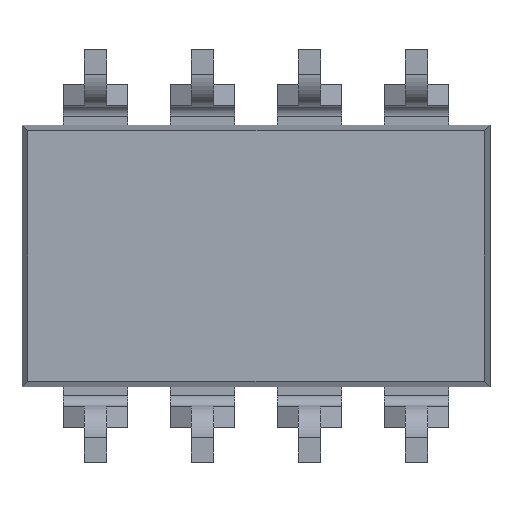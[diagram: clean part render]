
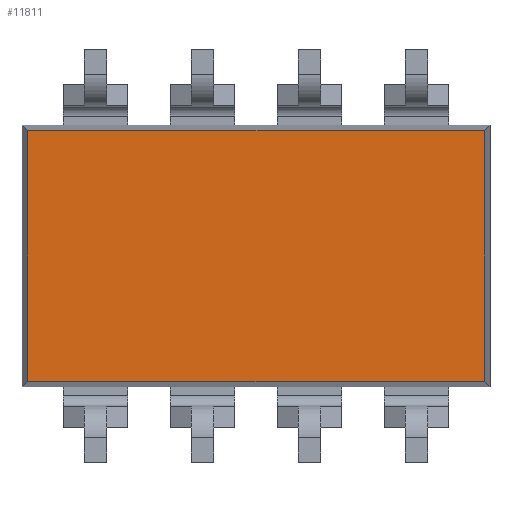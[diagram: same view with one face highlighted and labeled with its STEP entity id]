
A CAD part, front view. The second image highlights one B-rep face of the part: STEP entity #11811.
In plain terms, the highlighted planar face has unit normal (0, -1, 0).
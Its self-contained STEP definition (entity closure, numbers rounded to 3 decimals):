
#996 = VERTEX_POINT ( 'NONE', #4566 ) ;
#1050 = PLANE ( 'NONE',  #10618 ) ;
#1211 = CARTESIAN_POINT ( 'NONE',  ( 5.417, -1.08, 2.967 ) ) ;
#1859 = EDGE_LOOP ( 'NONE', ( #10671, #11106, #5599, #4667 ) ) ;
#2335 = VERTEX_POINT ( 'NONE', #1211 ) ;
#2383 = DIRECTION ( 'NONE',  ( 0., 0., 1. ) ) ;
#2707 = CARTESIAN_POINT ( 'NONE',  ( 0., -1.08, 2.967 ) ) ;
#3565 = VECTOR ( 'NONE', #5611, 1000. ) ;
#3728 = LINE ( 'NONE', #11262, #9147 ) ;
#3902 = CARTESIAN_POINT ( 'NONE',  ( 0., -1.08, -2.967 ) ) ;
#4176 = EDGE_CURVE ( 'NONE', #2335, #996, #3728, .T. ) ;
#4566 = CARTESIAN_POINT ( 'NONE',  ( 5.417, -1.08, -2.967 ) ) ;
#4667 = ORIENTED_EDGE ( 'NONE', *, *, #5914, .F. ) ;
#4940 = DIRECTION ( 'NONE',  ( 0., 1., 0. ) ) ;
#5006 = FACE_OUTER_BOUND ( 'NONE', #1859, .T. ) ;
#5310 = VECTOR ( 'NONE', #11040, 1000. ) ;
#5599 = ORIENTED_EDGE ( 'NONE', *, *, #6593, .F. ) ;
#5611 = DIRECTION ( 'NONE',  ( -1., 0., 0. ) ) ;
#5668 = DIRECTION ( 'NONE',  ( 0., 0., 1. ) ) ;
#5857 = EDGE_CURVE ( 'NONE', #996, #6432, #11445, .T. ) ;
#5914 = EDGE_CURVE ( 'NONE', #6432, #10007, #6857, .T. ) ;
#6432 = VERTEX_POINT ( 'NONE', #9134 ) ;
#6572 = LINE ( 'NONE', #2707, #5310 ) ;
#6593 = EDGE_CURVE ( 'NONE', #10007, #2335, #6572, .T. ) ;
#6857 = LINE ( 'NONE', #9774, #7208 ) ;
#7208 = VECTOR ( 'NONE', #2383, 1000. ) ;
#7884 = CARTESIAN_POINT ( 'NONE',  ( -5.417, -1.08, 2.967 ) ) ;
#9134 = CARTESIAN_POINT ( 'NONE',  ( -5.417, -1.08, -2.967 ) ) ;
#9147 = VECTOR ( 'NONE', #9291, 1000. ) ;
#9291 = DIRECTION ( 'NONE',  ( 0., 0., -1. ) ) ;
#9774 = CARTESIAN_POINT ( 'NONE',  ( -5.417, -1.08, 0. ) ) ;
#10007 = VERTEX_POINT ( 'NONE', #7884 ) ;
#10449 = CARTESIAN_POINT ( 'NONE',  ( 0., -1.08, 0. ) ) ;
#10618 = AXIS2_PLACEMENT_3D ( 'NONE', #10449, #4940, #5668 ) ;
#10671 = ORIENTED_EDGE ( 'NONE', *, *, #5857, .F. ) ;
#11040 = DIRECTION ( 'NONE',  ( 1., 0., 0. ) ) ;
#11106 = ORIENTED_EDGE ( 'NONE', *, *, #4176, .F. ) ;
#11262 = CARTESIAN_POINT ( 'NONE',  ( 5.417, -1.08, 0. ) ) ;
#11445 = LINE ( 'NONE', #3902, #3565 ) ;
#11811 = ADVANCED_FACE ( 'NONE', ( #5006 ), #1050, .F. ) ;
